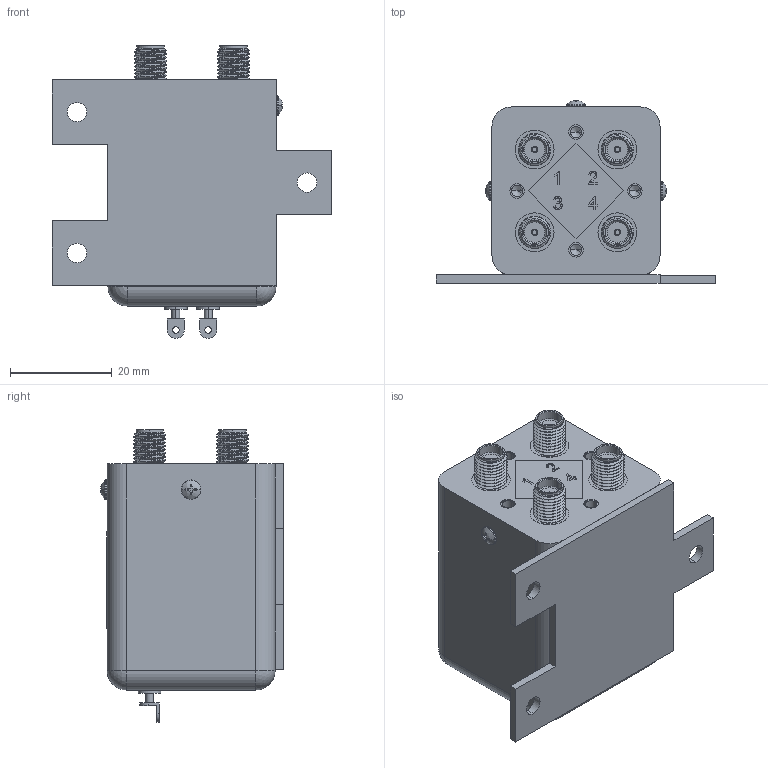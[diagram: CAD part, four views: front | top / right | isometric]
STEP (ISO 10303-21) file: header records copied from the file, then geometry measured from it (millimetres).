
FILE_DESCRIPTION (( 'STEP AP203' ), '1' );
FILE_NAME ('PE71S6111.step', '2018-10-02T15:08:53', ( '' ), ( '' ), 'SwSTEP 2.0', 'SolidWorks 2017', '' );
FILE_SCHEMA (( 'CONFIG_CONTROL_DESIGN' ));
Products named in the file (1): PE71S6111
Bounding box: 54.86 x 35.87 x 57.54 mm (x, y, z)
Volume: 50905 mm3; surface area: 12903.4 mm2
Topology: 7 solids, 8 shells, 1148 faces, 3018 edges, 1974 vertices
Faces by surface type: plane 578, cylinder 263, bspline 263, cone 40, sphere 4
Entity records: 56458 total; most frequent: CARTESIAN_POINT 30548, ORIENTED_EDGE 6012, DIRECTION 4170, EDGE_CURVE 3006, VERTEX_POINT 1974, VECTOR 1858, LINE 1858, EDGE_LOOP 1262
